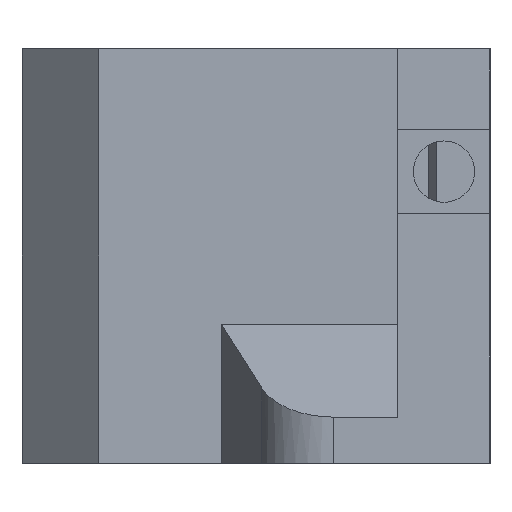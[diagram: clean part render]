
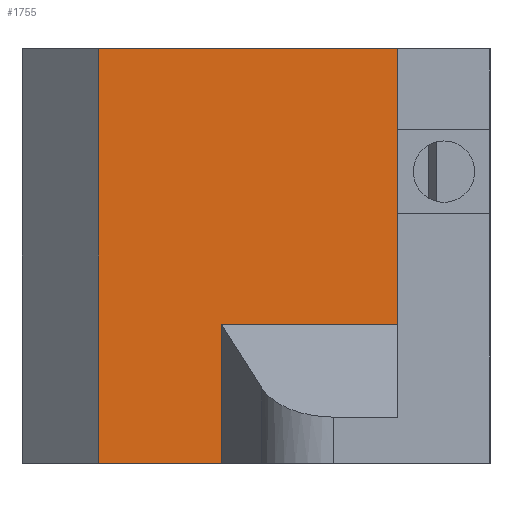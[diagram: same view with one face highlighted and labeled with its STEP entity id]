
A CAD part, left-side view. The second image highlights one B-rep face of the part: STEP entity #1755.
In plain terms, the highlighted planar face has unit normal (-1, 0, 0).
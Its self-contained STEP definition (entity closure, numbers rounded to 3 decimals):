
#1414=CARTESIAN_POINT('',(10.5,17.5,-13.5));
#1415=VERTEX_POINT('',#1414);
#1422=CARTESIAN_POINT('',(10.5,25.5,-13.5));
#1423=VERTEX_POINT('',#1422);
#1424=CARTESIAN_POINT('',(10.5,25.5,-13.5));
#1425=DIRECTION('',(0.0,-1.0,0.0));
#1426=VECTOR('',#1425,8.);
#1427=LINE('',#1424,#1426);
#1428=EDGE_CURVE('',#1423,#1415,#1427,.T.);
#1510=CARTESIAN_POINT('',(10.5,17.5,-4.438));
#1511=VERTEX_POINT('',#1510);
#1518=CARTESIAN_POINT('',(10.5,17.5,-13.5));
#1519=DIRECTION('',(0.0,0.0,1.0));
#1520=VECTOR('',#1519,9.062);
#1521=LINE('',#1518,#1520);
#1522=EDGE_CURVE('',#1415,#1511,#1521,.T.);
#1535=CARTESIAN_POINT('',(10.5,6.,-4.438));
#1536=VERTEX_POINT('',#1535);
#1543=CARTESIAN_POINT('',(10.5,17.5,-4.438));
#1544=DIRECTION('',(0.0,-1.0,0.0));
#1545=VECTOR('',#1544,11.5);
#1546=LINE('',#1543,#1545);
#1547=EDGE_CURVE('',#1511,#1536,#1546,.T.);
#1578=CARTESIAN_POINT('',(10.5,6.,13.5));
#1579=VERTEX_POINT('',#1578);
#1586=CARTESIAN_POINT('',(10.5,6.,13.5));
#1587=DIRECTION('',(0.0,0.0,-1.0));
#1588=VECTOR('',#1587,17.938);
#1589=LINE('',#1586,#1588);
#1590=EDGE_CURVE('',#1579,#1536,#1589,.T.);
#1629=CARTESIAN_POINT('',(10.5,25.5,13.5));
#1630=VERTEX_POINT('',#1629);
#1637=CARTESIAN_POINT('',(10.5,6.,13.5));
#1638=DIRECTION('',(0.0,1.0,0.0));
#1639=VECTOR('',#1638,19.5);
#1640=LINE('',#1637,#1639);
#1641=EDGE_CURVE('',#1579,#1630,#1640,.T.);
#1737=CARTESIAN_POINT('',(10.5,17.5,0.0));
#1738=DIRECTION('',(-1.0,0.0,0.0));
#1739=DIRECTION('',(0.0,0.0,1.0));
#1740=AXIS2_PLACEMENT_3D('',#1737,#1738,#1739);
#1741=PLANE('',#1740);
#1742=CARTESIAN_POINT('',(10.5,25.5,-13.5));
#1743=DIRECTION('',(0.0,0.0,1.0));
#1744=VECTOR('',#1743,27.0);
#1745=LINE('',#1742,#1744);
#1746=EDGE_CURVE('',#1423,#1630,#1745,.T.);
#1747=ORIENTED_EDGE('',*,*,#1746,.F.);
#1748=ORIENTED_EDGE('',*,*,#1428,.T.);
#1749=ORIENTED_EDGE('',*,*,#1522,.T.);
#1750=ORIENTED_EDGE('',*,*,#1547,.T.);
#1751=ORIENTED_EDGE('',*,*,#1590,.F.);
#1752=ORIENTED_EDGE('',*,*,#1641,.T.);
#1753=EDGE_LOOP('',(#1747,#1748,#1749,#1750,#1751,#1752));
#1754=FACE_OUTER_BOUND('',#1753,.T.);
#1755=ADVANCED_FACE('',(#1754),#1741,.T.);
